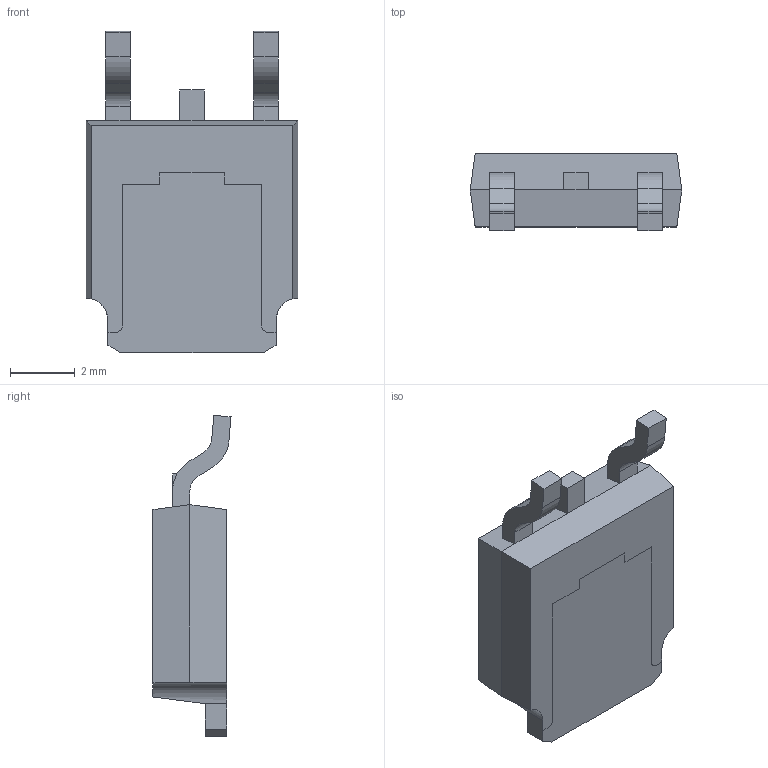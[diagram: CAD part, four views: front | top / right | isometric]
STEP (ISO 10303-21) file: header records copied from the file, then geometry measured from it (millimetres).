
FILE_DESCRIPTION (( 'STEP AP214' ), '1' );
FILE_NAME ('EAA605E7-9925-4A0B-92B0-70127A3EA6D1.STEP', '2024-01-14T10:43:36', ( '' ), ( '' ), 'SwSTEP 2.0', 'SolidWorks 2022', '' );
FILE_SCHEMA (( 'AUTOMOTIVE_DESIGN' ));
Length unit declared in the file: millimetre
Products named in the file (1): EAA605E7-9925-4A0B-92B0-70127A3EA6D1
Bounding box: 6.54 x 2.42 x 9.94 mm (x, y, z)
Volume: 93.2 mm3; surface area: 159.9 mm2
Topology: 1 solids, 1 shells, 49 faces, 141 edges, 94 vertices
Faces by surface type: plane 39, cylinder 10
Entity records: 1763 total; most frequent: CARTESIAN_POINT 303, ORIENTED_EDGE 282, DIRECTION 257, EDGE_CURVE 141, VECTOR 113, LINE 113, VERTEX_POINT 94, AXIS2_PLACEMENT_3D 72
